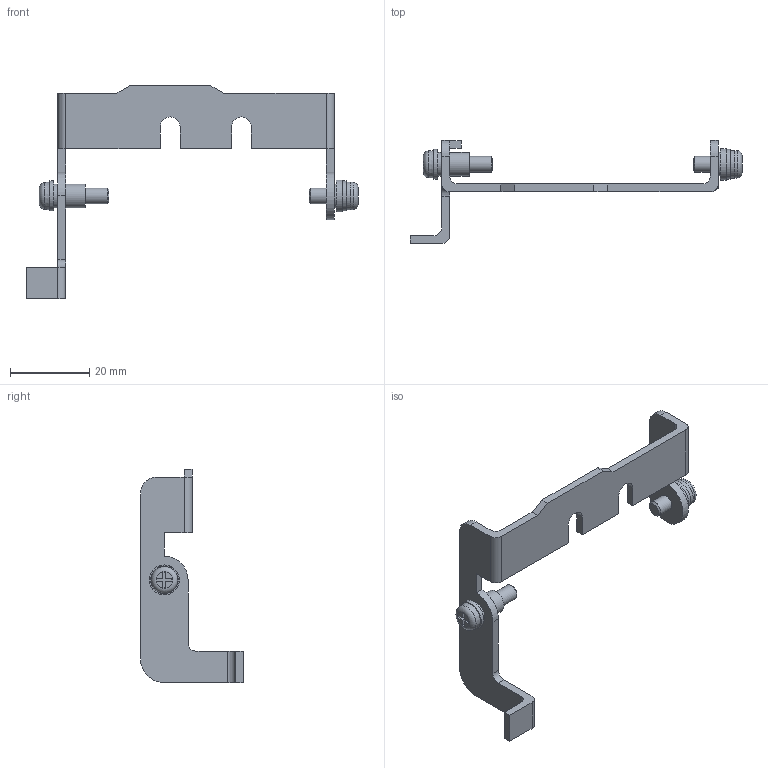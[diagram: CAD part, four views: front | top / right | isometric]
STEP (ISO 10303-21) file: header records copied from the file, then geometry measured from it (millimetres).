
FILE_DESCRIPTION(/* description */ ('STEP AP214'),/* implementation_level */ '2;1');
FILE_NAME(/* name */ '8093806_DADP-TU-F3-80',/* time_stamp */ '2024-08-13T14:22:26+02:00',/* author */ ('License CC BY-ND 4.0'),/* organization */ ('CADENAS'),/* preprocessor_version */ 'ST-DEVELOPER v19.3',/* originating_system */ 'PARTsolutions',/* authorisation */ ' ');
FILE_SCHEMA (('AUTOMOTIVE_DESIGN {1 0 10303 214 3 1 1}'));
Length unit declared in the file: millimetre
Products named in the file (1): 8093806 DADP-TU-F3-80---(high)
Bounding box: 84 x 26 x 54 mm (x, y, z)
Volume: 4654.9 mm3; surface area: 5322.7 mm2
Topology: 1 solids, 1 shells, 97 faces, 245 edges, 162 vertices
Faces by surface type: plane 68, cylinder 23, cone 4, torus 2
Full cylindrical faces by diameter (mm): 4 x2, 6 x3, 7 x1, 7.6 x2, 8 x1
Entity records: 2846 total; most frequent: CARTESIAN_POINT 488, DIRECTION 478, ORIENTED_EDGE 458, EDGE_CURVE 229, LINE 176, VECTOR 176, VERTEX_POINT 161, AXIS2_PLACEMENT_3D 151
